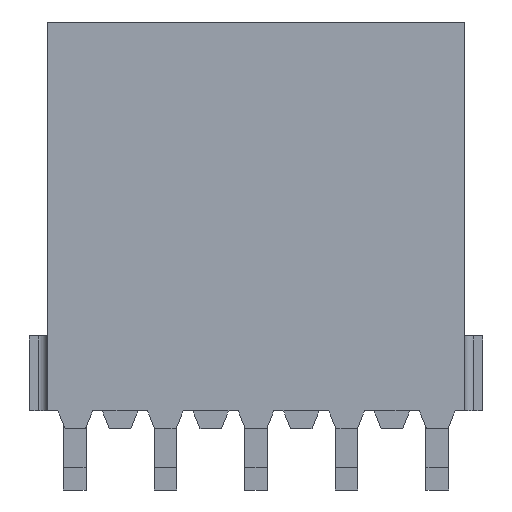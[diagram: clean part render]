
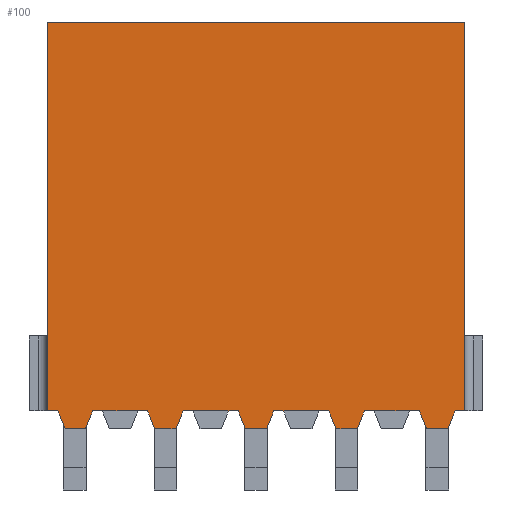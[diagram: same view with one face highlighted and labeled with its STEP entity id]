
A CAD part, front view. The second image highlights one B-rep face of the part: STEP entity #100.
In plain terms, the highlighted planar face has unit normal (0, -1, 0).
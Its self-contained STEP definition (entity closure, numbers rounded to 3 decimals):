
#100=ADVANCED_FACE('',(#396),#397,.T.);
#396=FACE_OUTER_BOUND('',#865,.T.);
#397=PLANE('',#866);
#865=EDGE_LOOP('',(#1803,#1804,#1805,#1806,#1807,#1808,#1809,#1810,#1811,#1812,#1813,#1814,#1815,#1816,#1817,#1818,#1819,#1820,#1821,#1822,#1823,#1824,#1825,#1826));
#866=AXIS2_PLACEMENT_3D('',#1827,#1828,#1829);
#1803=ORIENTED_EDGE('',*,*,#3439,.T.);
#1804=ORIENTED_EDGE('',*,*,#3440,.F.);
#1805=ORIENTED_EDGE('',*,*,#3224,.F.);
#1806=ORIENTED_EDGE('',*,*,#3441,.F.);
#1807=ORIENTED_EDGE('',*,*,#3442,.T.);
#1808=ORIENTED_EDGE('',*,*,#3443,.F.);
#1809=ORIENTED_EDGE('',*,*,#3220,.F.);
#1810=ORIENTED_EDGE('',*,*,#3444,.F.);
#1811=ORIENTED_EDGE('',*,*,#3445,.T.);
#1812=ORIENTED_EDGE('',*,*,#3446,.F.);
#1813=ORIENTED_EDGE('',*,*,#3216,.F.);
#1814=ORIENTED_EDGE('',*,*,#3447,.F.);
#1815=ORIENTED_EDGE('',*,*,#3448,.T.);
#1816=ORIENTED_EDGE('',*,*,#3449,.F.);
#1817=ORIENTED_EDGE('',*,*,#3212,.F.);
#1818=ORIENTED_EDGE('',*,*,#3438,.T.);
#1819=ORIENTED_EDGE('',*,*,#3450,.F.);
#1820=ORIENTED_EDGE('',*,*,#3451,.T.);
#1821=ORIENTED_EDGE('',*,*,#3180,.T.);
#1822=ORIENTED_EDGE('',*,*,#3452,.T.);
#1823=ORIENTED_EDGE('',*,*,#3453,.T.);
#1824=ORIENTED_EDGE('',*,*,#3454,.F.);
#1825=ORIENTED_EDGE('',*,*,#3228,.F.);
#1826=ORIENTED_EDGE('',*,*,#3455,.F.);
#1827=CARTESIAN_POINT('',(-6.35,-2.5,0.0));
#1828=DIRECTION('',(0.0,-1.0,0.0));
#1829=DIRECTION('',(0.0,0.0,-1.0));
#3180=EDGE_CURVE('',#3853,#3850,#3854,.T.);
#3212=EDGE_CURVE('',#3914,#3916,#3917,.T.);
#3216=EDGE_CURVE('',#3922,#3924,#3925,.T.);
#3220=EDGE_CURVE('',#3930,#3932,#3933,.T.);
#3224=EDGE_CURVE('',#3938,#3940,#3941,.T.);
#3228=EDGE_CURVE('',#3946,#3948,#3949,.T.);
#3438=EDGE_CURVE('',#3914,#4315,#4317,.T.);
#3439=EDGE_CURVE('',#4318,#4319,#4320,.T.);
#3440=EDGE_CURVE('',#3940,#4319,#4321,.T.);
#3441=EDGE_CURVE('',#4322,#3938,#4323,.T.);
#3442=EDGE_CURVE('',#4322,#4324,#4325,.T.);
#3443=EDGE_CURVE('',#3932,#4324,#4326,.T.);
#3444=EDGE_CURVE('',#4327,#3930,#4328,.T.);
#3445=EDGE_CURVE('',#4327,#4329,#4330,.T.);
#3446=EDGE_CURVE('',#3924,#4329,#4331,.T.);
#3447=EDGE_CURVE('',#4332,#3922,#4333,.T.);
#3448=EDGE_CURVE('',#4332,#4334,#4335,.T.);
#3449=EDGE_CURVE('',#3916,#4334,#4336,.T.);
#3450=EDGE_CURVE('',#4337,#4315,#4338,.T.);
#3451=EDGE_CURVE('',#4337,#3853,#4339,.T.);
#3452=EDGE_CURVE('',#3850,#4340,#4341,.T.);
#3453=EDGE_CURVE('',#4340,#4342,#4343,.T.);
#3454=EDGE_CURVE('',#3948,#4342,#4344,.T.);
#3455=EDGE_CURVE('',#4318,#3946,#4345,.T.);
#3850=VERTEX_POINT('',#4909);
#3853=VERTEX_POINT('',#4913);
#3854=LINE('',#4914,#4915);
#3914=VERTEX_POINT('',#5003);
#3916=VERTEX_POINT('',#5006);
#3917=LINE('',#5007,#5008);
#3922=VERTEX_POINT('',#5015);
#3924=VERTEX_POINT('',#5018);
#3925=LINE('',#5019,#5020);
#3930=VERTEX_POINT('',#5027);
#3932=VERTEX_POINT('',#5030);
#3933=LINE('',#5031,#5032);
#3938=VERTEX_POINT('',#5039);
#3940=VERTEX_POINT('',#5042);
#3941=LINE('',#5043,#5044);
#3946=VERTEX_POINT('',#5051);
#3948=VERTEX_POINT('',#5054);
#3949=LINE('',#5055,#5056);
#4315=VERTEX_POINT('',#5600);
#4317=LINE('',#5603,#5604);
#4318=VERTEX_POINT('',#5605);
#4319=VERTEX_POINT('',#5606);
#4320=LINE('',#5607,#5608);
#4321=LINE('',#5609,#5610);
#4322=VERTEX_POINT('',#5611);
#4323=LINE('',#5612,#5613);
#4324=VERTEX_POINT('',#5614);
#4325=LINE('',#5615,#5616);
#4326=LINE('',#5617,#5618);
#4327=VERTEX_POINT('',#5619);
#4328=LINE('',#5620,#5621);
#4329=VERTEX_POINT('',#5622);
#4330=LINE('',#5623,#5624);
#4331=LINE('',#5625,#5626);
#4332=VERTEX_POINT('',#5627);
#4333=LINE('',#5628,#5629);
#4334=VERTEX_POINT('',#5630);
#4335=LINE('',#5631,#5632);
#4336=LINE('',#5633,#5634);
#4337=VERTEX_POINT('',#5635);
#4338=LINE('',#5636,#5637);
#4339=LINE('',#5638,#5639);
#4340=VERTEX_POINT('',#5640);
#4341=LINE('',#5641,#5642);
#4342=VERTEX_POINT('',#5643);
#4343=LINE('',#5644,#5645);
#4344=LINE('',#5646,#5647);
#4345=LINE('',#5648,#5649);
#4909=CARTESIAN_POINT('',(-5.55,-2.5,-10.9));
#4913=CARTESIAN_POINT('',(-5.85,-2.5,-10.9));
#4914=CARTESIAN_POINT('',(-5.85,-2.5,-10.9));
#4915=VECTOR('',#6438,0.3);
#5003=CARTESIAN_POINT('',(5.85,-2.5,-10.9));
#5006=CARTESIAN_POINT('',(5.58,-2.5,-10.9));
#5007=CARTESIAN_POINT('',(5.85,-2.5,-10.9));
#5008=VECTOR('',#6474,0.27);
#5015=CARTESIAN_POINT('',(4.58,-2.5,-10.9));
#5018=CARTESIAN_POINT('',(3.04,-2.5,-10.9));
#5019=CARTESIAN_POINT('',(4.58,-2.5,-10.9));
#5020=VECTOR('',#6478,1.54);
#5027=CARTESIAN_POINT('',(2.04,-2.5,-10.9));
#5030=CARTESIAN_POINT('',(0.5,-2.5,-10.9));
#5031=CARTESIAN_POINT('',(2.04,-2.5,-10.9));
#5032=VECTOR('',#6482,1.54);
#5039=CARTESIAN_POINT('',(-0.5,-2.5,-10.9));
#5042=CARTESIAN_POINT('',(-2.04,-2.5,-10.9));
#5043=CARTESIAN_POINT('',(-0.5,-2.5,-10.9));
#5044=VECTOR('',#6486,1.54);
#5051=CARTESIAN_POINT('',(-3.04,-2.5,-10.9));
#5054=CARTESIAN_POINT('',(-4.58,-2.5,-10.9));
#5055=CARTESIAN_POINT('',(-3.04,-2.5,-10.9));
#5056=VECTOR('',#6490,1.54);
#5600=CARTESIAN_POINT('',(5.85,-2.5,0.0));
#5603=CARTESIAN_POINT('',(5.85,-2.5,-10.9));
#5604=VECTOR('',#6760,10.9);
#5605=CARTESIAN_POINT('',(-2.84,-2.5,-11.4));
#5606=CARTESIAN_POINT('',(-2.24,-2.5,-11.4));
#5607=CARTESIAN_POINT('',(-2.84,-2.5,-11.4));
#5608=VECTOR('',#6761,0.6);
#5609=CARTESIAN_POINT('',(-2.04,-2.5,-10.9));
#5610=VECTOR('',#6762,0.539);
#5611=CARTESIAN_POINT('',(-0.3,-2.5,-11.4));
#5612=CARTESIAN_POINT('',(-0.3,-2.5,-11.4));
#5613=VECTOR('',#6763,0.539);
#5614=CARTESIAN_POINT('',(0.3,-2.5,-11.4));
#5615=CARTESIAN_POINT('',(-0.3,-2.5,-11.4));
#5616=VECTOR('',#6764,0.6);
#5617=CARTESIAN_POINT('',(0.5,-2.5,-10.9));
#5618=VECTOR('',#6765,0.539);
#5619=CARTESIAN_POINT('',(2.24,-2.5,-11.4));
#5620=CARTESIAN_POINT('',(2.24,-2.5,-11.4));
#5621=VECTOR('',#6766,0.539);
#5622=CARTESIAN_POINT('',(2.84,-2.5,-11.4));
#5623=CARTESIAN_POINT('',(2.24,-2.5,-11.4));
#5624=VECTOR('',#6767,0.6);
#5625=CARTESIAN_POINT('',(3.04,-2.5,-10.9));
#5626=VECTOR('',#6768,0.539);
#5627=CARTESIAN_POINT('',(4.78,-2.5,-11.4));
#5628=CARTESIAN_POINT('',(4.78,-2.5,-11.4));
#5629=VECTOR('',#6769,0.539);
#5630=CARTESIAN_POINT('',(5.38,-2.5,-11.4));
#5631=CARTESIAN_POINT('',(4.78,-2.5,-11.4));
#5632=VECTOR('',#6770,0.6);
#5633=CARTESIAN_POINT('',(5.58,-2.5,-10.9));
#5634=VECTOR('',#6771,0.539);
#5635=CARTESIAN_POINT('',(-5.85,-2.5,0.0));
#5636=CARTESIAN_POINT('',(-5.85,-2.5,0.0));
#5637=VECTOR('',#6772,11.7);
#5638=CARTESIAN_POINT('',(-5.85,-2.5,0.0));
#5639=VECTOR('',#6773,10.9);
#5640=CARTESIAN_POINT('',(-5.35,-2.5,-11.4));
#5641=CARTESIAN_POINT('',(-5.55,-2.5,-10.9));
#5642=VECTOR('',#6774,0.539);
#5643=CARTESIAN_POINT('',(-4.78,-2.5,-11.4));
#5644=CARTESIAN_POINT('',(-5.35,-2.5,-11.4));
#5645=VECTOR('',#6775,0.57);
#5646=CARTESIAN_POINT('',(-4.58,-2.5,-10.9));
#5647=VECTOR('',#6776,0.539);
#5648=CARTESIAN_POINT('',(-2.84,-2.5,-11.4));
#5649=VECTOR('',#6777,0.539);
#6438=DIRECTION('',(1.0,0.0,0.0));
#6474=DIRECTION('',(-1.0,0.0,0.0));
#6478=DIRECTION('',(-1.0,0.0,0.0));
#6482=DIRECTION('',(-1.0,0.0,0.0));
#6486=DIRECTION('',(-1.0,0.0,0.0));
#6490=DIRECTION('',(-1.0,0.0,0.0));
#6760=DIRECTION('',(0.0,0.0,1.0));
#6761=DIRECTION('',(1.0,0.0,0.0));
#6762=DIRECTION('',(-0.371,0.0,-0.928));
#6763=DIRECTION('',(-0.371,0.0,0.928));
#6764=DIRECTION('',(1.0,0.0,0.0));
#6765=DIRECTION('',(-0.371,0.0,-0.928));
#6766=DIRECTION('',(-0.371,0.0,0.928));
#6767=DIRECTION('',(1.0,0.0,0.0));
#6768=DIRECTION('',(-0.371,0.0,-0.928));
#6769=DIRECTION('',(-0.371,0.0,0.928));
#6770=DIRECTION('',(1.0,0.0,0.0));
#6771=DIRECTION('',(-0.371,0.0,-0.928));
#6772=DIRECTION('',(1.0,0.0,0.0));
#6773=DIRECTION('',(0.0,0.0,-1.0));
#6774=DIRECTION('',(0.371,0.0,-0.928));
#6775=DIRECTION('',(1.0,0.0,0.0));
#6776=DIRECTION('',(-0.371,0.0,-0.928));
#6777=DIRECTION('',(-0.371,0.0,0.928));
